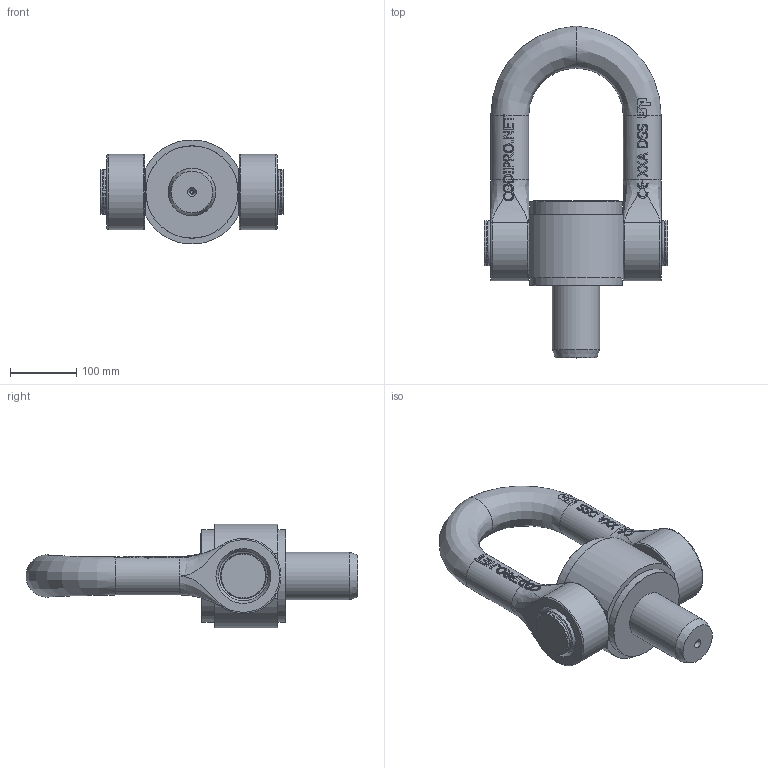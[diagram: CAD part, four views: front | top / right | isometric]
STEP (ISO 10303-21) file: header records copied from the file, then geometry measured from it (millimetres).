
FILE_DESCRIPTION(/* description */ (''),/* implementation_level */ '2;1');
FILE_NAME(/* name */ 'MEGA DSS M72x4 UP.stp',/* time_stamp */ '2017-09-21T14:43:37+02:00',/* author */ ('rklenes'),/* organization */ (''),/* preprocessor_version */ 'ST-DEVELOPER v16.5',/* originating_system */ 'Autodesk Inventor 2017',/* authorisation */ '');
FILE_SCHEMA (('AUTOMOTIVE_DESIGN { 1 0 10303 214 3 1 1 }'));
Length unit declared in the file: millimetre
Products named in the file (7): MEGA DSS M72x4 UP; DSS_N5X110; DSM_N5X110; DSM_N5; DIN 7993 - A 65; DSE_M72; DSA_M72X4X217
Assembly tree (7 placements, depth 3):
  MEGA DSS M72x4 UP
    DSS_N5X110
      DSM_N5X110
      DSM_N5
      DIN 7993 - A 65  x2
    DSE_M72
    DSA_M72X4X217
Bounding box: 278 x 502.5 x 157.42 mm (x, y, z)
Volume: 5606673.6 mm3; surface area: 482235.3 mm2
Topology: 6 solids, 6 shells, 837 faces, 2270 edges, 1500 vertices
Faces by surface type: plane 430, bspline 292, cylinder 74, cone 27, torus 14
Full cylindrical faces by diameter (mm): 6.3 x1, 57.5 x2, 64 x1, 68 x4, 69.2 x2, 72 x2, 78.5 x1, 110 x4, 140 x2
Entity records: 31354 total; most frequent: CARTESIAN_POINT 12174, ORIENTED_EDGE 4416, DIRECTION 2950, EDGE_CURVE 2208, VERTEX_POINT 1488, LINE 1240, VECTOR 1240, EDGE_LOOP 946
